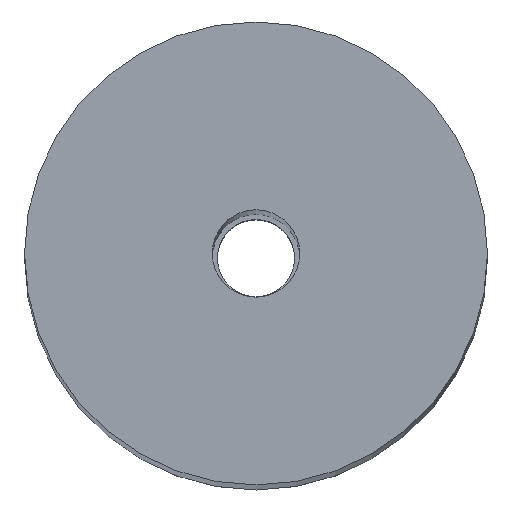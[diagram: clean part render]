
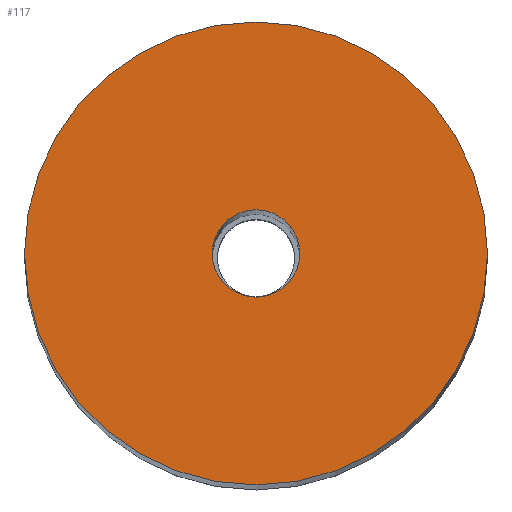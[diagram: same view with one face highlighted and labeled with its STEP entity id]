
A CAD part, top view. The second image highlights one B-rep face of the part: STEP entity #117.
In plain terms, the highlighted planar face has unit normal (0, 0, 1).
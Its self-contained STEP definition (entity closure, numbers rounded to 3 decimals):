
#21=FACE_BOUND('',#44,.T.);
#25=PLANE('',#148);
#33=FACE_OUTER_BOUND('',#43,.T.);
#43=EDGE_LOOP('',(#103));
#44=EDGE_LOOP('',(#104));
#59=CIRCLE('',#143,1.7);
#61=CIRCLE('',#146,9.);
#67=VERTEX_POINT('',#204);
#69=VERTEX_POINT('',#210);
#77=EDGE_CURVE('',#67,#67,#59,.T.);
#80=EDGE_CURVE('',#69,#69,#61,.T.);
#103=ORIENTED_EDGE('',*,*,#80,.T.);
#104=ORIENTED_EDGE('',*,*,#77,.T.);
#117=ADVANCED_FACE('',(#33,#21),#25,.T.);
#143=AXIS2_PLACEMENT_3D('',#205,#172,#173);
#146=AXIS2_PLACEMENT_3D('',#211,#179,#180);
#148=AXIS2_PLACEMENT_3D('',#215,#184,#185);
#172=DIRECTION('center_axis',(0.,0.,-1.));
#173=DIRECTION('ref_axis',(-1.,0.,0.));
#179=DIRECTION('center_axis',(0.,0.,1.));
#180=DIRECTION('ref_axis',(-1.,0.,0.));
#184=DIRECTION('center_axis',(0.,0.,1.));
#185=DIRECTION('ref_axis',(-1.,0.,0.));
#204=CARTESIAN_POINT('',(1.7,0.,111.5));
#205=CARTESIAN_POINT('Origin',(0.,0.,111.5));
#210=CARTESIAN_POINT('',(9.,0.,111.5));
#211=CARTESIAN_POINT('Origin',(0.,0.,111.5));
#215=CARTESIAN_POINT('Origin',(0.,0.,111.5));
